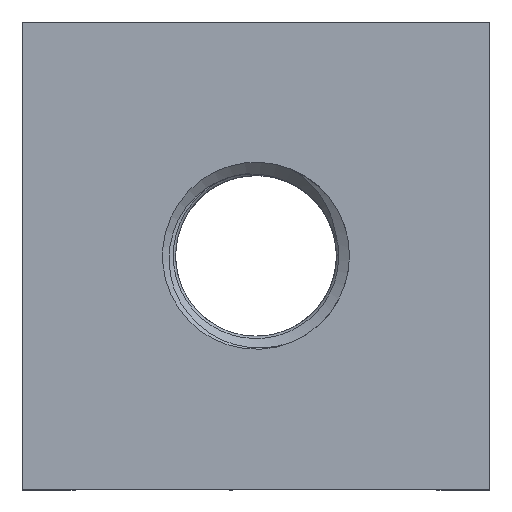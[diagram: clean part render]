
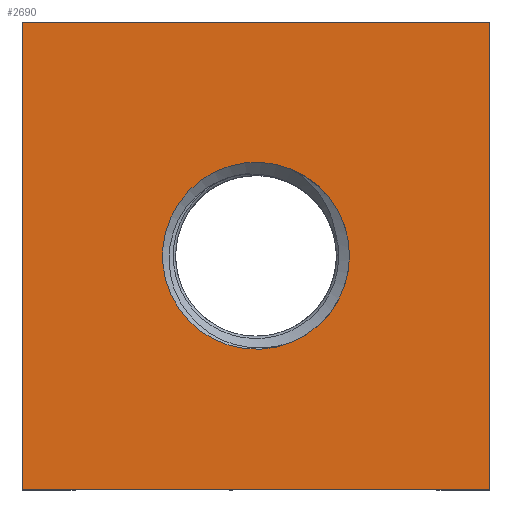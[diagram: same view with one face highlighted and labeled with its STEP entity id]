
A CAD part, top view. The second image highlights one B-rep face of the part: STEP entity #2690.
In plain terms, the highlighted planar face has unit normal (0, 0, 1).
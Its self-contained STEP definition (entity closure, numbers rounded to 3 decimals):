
#47=CIRCLE('',#2858,2.);
#48=CIRCLE('',#2859,2.);
#167=ORIENTED_EDGE('',*,*,#957,.T.);
#168=ORIENTED_EDGE('',*,*,#958,.T.);
#169=ORIENTED_EDGE('',*,*,#959,.T.);
#170=ORIENTED_EDGE('',*,*,#960,.T.);
#171=ORIENTED_EDGE('',*,*,#961,.T.);
#172=ORIENTED_EDGE('',*,*,#962,.T.);
#957=EDGE_CURVE('',#1352,#1353,#47,.T.);
#958=EDGE_CURVE('',#1353,#1352,#48,.F.);
#959=EDGE_CURVE('',#1354,#1355,#1597,.T.);
#960=EDGE_CURVE('',#1355,#1356,#1598,.T.);
#961=EDGE_CURVE('',#1356,#1357,#1599,.T.);
#962=EDGE_CURVE('',#1357,#1354,#1600,.T.);
#1352=VERTEX_POINT('',#3884);
#1353=VERTEX_POINT('',#3885);
#1354=VERTEX_POINT('',#3888);
#1355=VERTEX_POINT('',#3889);
#1356=VERTEX_POINT('',#3891);
#1357=VERTEX_POINT('',#3893);
#1597=LINE('',#3887,#1960);
#1598=LINE('',#3890,#1961);
#1599=LINE('',#3892,#1962);
#1600=LINE('',#3894,#1963);
#1960=VECTOR('',#3110,1000.);
#1961=VECTOR('',#3111,1000.);
#1962=VECTOR('',#3112,1000.);
#1963=VECTOR('',#3113,1000.);
#2237=EDGE_LOOP('',(#167,#168));
#2238=EDGE_LOOP('',(#169,#170,#171,#172));
#2398=FACE_BOUND('',#2237,.T.);
#2399=FACE_BOUND('',#2238,.T.);
#2552=PLANE('',#2857);
#2690=ADVANCED_FACE('',(#2398,#2399),#2552,.T.);
#2857=AXIS2_PLACEMENT_3D('',#3882,#3104,#3105);
#2858=AXIS2_PLACEMENT_3D('',#3883,#3106,#3107);
#2859=AXIS2_PLACEMENT_3D('',#3886,#3108,#3109);
#3104=DIRECTION('',(0.,0.,1.));
#3105=DIRECTION('',(1.,0.,0.));
#3106=DIRECTION('',(0.,0.,-1.));
#3107=DIRECTION('',(-1.,0.,0.));
#3108=DIRECTION('',(0.,0.,1.));
#3109=DIRECTION('',(1.,0.,0.));
#3110=DIRECTION('',(0.,-1.,0.));
#3111=DIRECTION('',(1.,0.,0.));
#3112=DIRECTION('',(0.,1.,0.));
#3113=DIRECTION('',(-1.,0.,0.));
#3882=CARTESIAN_POINT('',(0.,0.,3.));
#3883=CARTESIAN_POINT('',(0.,0.,3.));
#3884=CARTESIAN_POINT('',(0.761,-1.85,3.));
#3885=CARTESIAN_POINT('',(0.761,1.85,3.));
#3886=CARTESIAN_POINT('',(0.,0.,3.));
#3887=CARTESIAN_POINT('',(-5.,5.,3.));
#3888=CARTESIAN_POINT('',(-5.,5.,3.));
#3889=CARTESIAN_POINT('',(-5.,-5.,3.));
#3890=CARTESIAN_POINT('',(-5.,-5.,3.));
#3891=CARTESIAN_POINT('',(5.,-5.,3.));
#3892=CARTESIAN_POINT('',(5.,-5.,3.));
#3893=CARTESIAN_POINT('',(5.,5.,3.));
#3894=CARTESIAN_POINT('',(5.,5.,3.));
